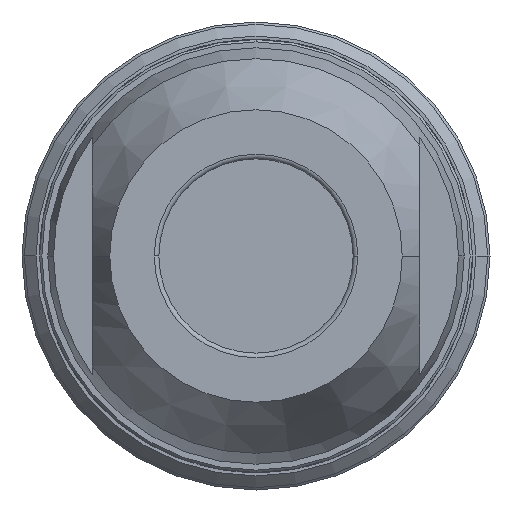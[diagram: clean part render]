
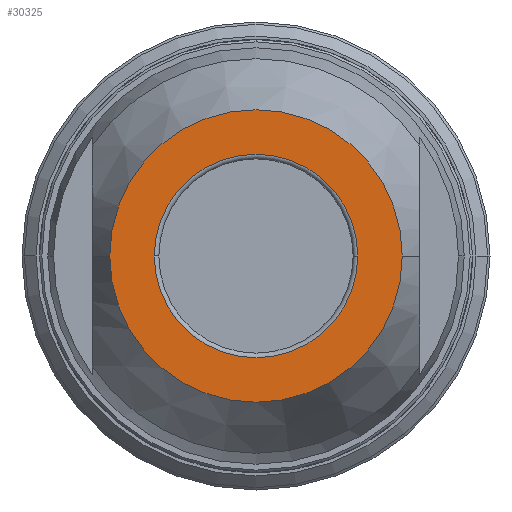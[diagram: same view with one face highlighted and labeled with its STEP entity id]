
A CAD part, front view. The second image highlights one B-rep face of the part: STEP entity #30325.
In plain terms, the highlighted planar face has unit normal (0, -1, 0).
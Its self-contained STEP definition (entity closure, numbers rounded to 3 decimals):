
#11143=CARTESIAN_POINT('',(0.,-49.65,0.));
#11144=DIRECTION('',(0.,1.,0.));
#11145=DIRECTION('',(1.,0.,0.));
#11146=AXIS2_PLACEMENT_3D('',#11143,#11144,#11145);
#11148=CARTESIAN_POINT('',(0.,-49.65,0.));
#11149=DIRECTION('',(0.,1.,0.));
#11150=DIRECTION('',(-1.,0.,0.));
#11151=AXIS2_PLACEMENT_3D('',#11148,#11149,#11150);
#11153=CARTESIAN_POINT('',(0.,-49.65,0.));
#11154=DIRECTION('',(0.,1.,0.));
#11155=DIRECTION('',(-1.,0.,0.));
#11156=AXIS2_PLACEMENT_3D('',#11153,#11154,#11155);
#11181=CARTESIAN_POINT('',(0.,-49.65,0.));
#11182=DIRECTION('',(0.,1.,0.));
#11183=DIRECTION('',(1.,0.,0.));
#11184=AXIS2_PLACEMENT_3D('',#11181,#11182,#11183);
#16903=CARTESIAN_POINT('',(6.25,-49.65,0.));
#16904=VERTEX_POINT('',#16903);
#16905=CARTESIAN_POINT('',(-6.25,-49.65,0.));
#16906=VERTEX_POINT('',#16905);
#17184=CARTESIAN_POINT('',(-4.35,-49.65,0.));
#17185=VERTEX_POINT('',#17184);
#17186=CARTESIAN_POINT('',(4.35,-49.65,0.));
#17187=VERTEX_POINT('',#17186);
#30310=CARTESIAN_POINT('',(0.,-49.65,0.));
#30311=DIRECTION('',(0.,-1.,0.));
#30312=DIRECTION('',(-1.,0.,0.));
#30313=AXIS2_PLACEMENT_3D('',#30310,#30311,#30312);
#30314=PLANE('',#30313);
#30315=ORIENTED_EDGE('',*,*,#30262,.T.);
#30316=ORIENTED_EDGE('',*,*,#30302,.T.);
#30317=EDGE_LOOP('',(#30315,#30316));
#30318=FACE_OUTER_BOUND('',#30317,.F.);
#30320=ORIENTED_EDGE('',*,*,#30319,.F.);
#30322=ORIENTED_EDGE('',*,*,#30321,.F.);
#30323=EDGE_LOOP('',(#30320,#30322));
#30324=FACE_BOUND('',#30323,.F.);
#30325=ADVANCED_FACE('',(#30318,#30324),#30314,.T.);
#11147=CIRCLE('',#11146,6.25);
#11152=CIRCLE('',#11151,6.25);
#11157=CIRCLE('',#11156,4.35);
#11185=CIRCLE('',#11184,4.35);
#30262=EDGE_CURVE('',#16904,#16906,#11147,.T.);
#30302=EDGE_CURVE('',#16906,#16904,#11152,.T.);
#30319=EDGE_CURVE('',#17185,#17187,#11157,.T.);
#30321=EDGE_CURVE('',#17187,#17185,#11185,.T.);
